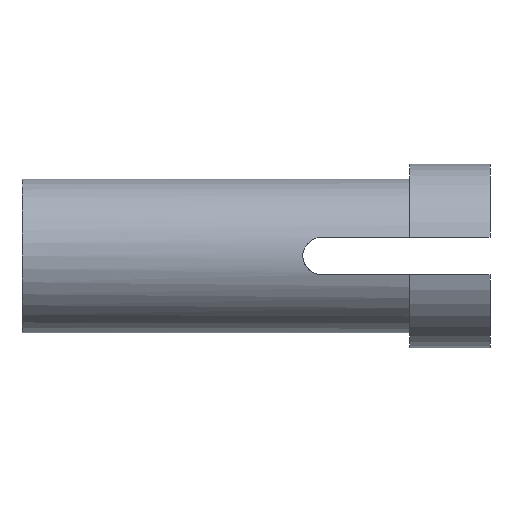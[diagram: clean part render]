
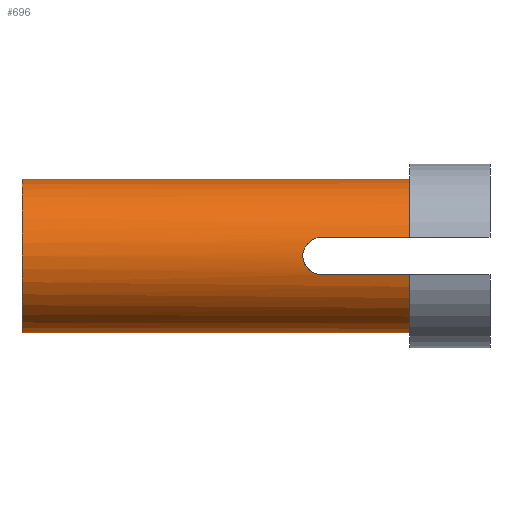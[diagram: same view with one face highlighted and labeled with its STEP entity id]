
A CAD part, left-side view. The second image highlights one B-rep face of the part: STEP entity #696.
In plain terms, the highlighted cylindrical face has radius 2.05 mm (diameter 4.1 mm), a partial arc.
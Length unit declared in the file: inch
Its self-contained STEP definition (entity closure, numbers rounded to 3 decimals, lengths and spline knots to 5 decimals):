
#10 = CIRCLE ( 'NONE', #372, 0.08071 ) ;
#15 = VECTOR ( 'NONE', #173, 39.37008 ) ;
#24 = DIRECTION ( 'NONE',  ( 0., 1., 0. ) ) ;
#28 = LINE ( 'NONE', #640, #15 ) ;
#37 = CARTESIAN_POINT ( 'NONE',  ( 0., 0., 0. ) ) ;
#42 = LINE ( 'NONE', #547, #73 ) ;
#62 = VECTOR ( 'NONE', #24, 39.37008 ) ;
#73 = VECTOR ( 'NONE', #815, 39.37008 ) ;
#82 = DIRECTION ( 'NONE',  ( 0., 1., 0. ) ) ;
#89 = CIRCLE ( 'NONE', #691, 0.08071 ) ;
#106 = EDGE_LOOP ( 'NONE', ( #268, #1212, #912, #989, #806, #467, #472, #346 ) ) ;
#127 = DIRECTION ( 'NONE',  ( 0., 1., 0. ) ) ;
#173 = DIRECTION ( 'NONE',  ( 0., 1., 0. ) ) ;
#174 = EDGE_CURVE ( 'NONE', #414, #209, #864, .T. ) ;
#184 = CARTESIAN_POINT ( 'NONE',  ( -0.07827, 0.17717, 0.01969 ) ) ;
#187 = CARTESIAN_POINT ( 'NONE',  ( -0.07827, 0.08465, 0.01969 ) ) ;
#201 = DIRECTION ( 'NONE',  ( 0., 1., 0. ) ) ;
#209 = VERTEX_POINT ( 'NONE', #841 ) ;
#233 = LINE ( 'NONE', #771, #62 ) ;
#249 = CYLINDRICAL_SURFACE ( 'NONE', #732, 0.08071 ) ;
#268 = ORIENTED_EDGE ( 'NONE', *, *, #1103, .F. ) ;
#312 = VERTEX_POINT ( 'NONE', #628 ) ;
#330 = VERTEX_POINT ( 'NONE', #354 ) ;
#346 = ORIENTED_EDGE ( 'NONE', *, *, #473, .F. ) ;
#351 = CARTESIAN_POINT ( 'NONE',  ( -0.07827, 0.18231, 0.01969 ) ) ;
#354 = CARTESIAN_POINT ( 'NONE',  ( -0.07827, 0.17717, -0.01969 ) ) ;
#359 = CARTESIAN_POINT ( 'NONE',  ( -0.07827, 0.17717, 0.01969 ) ) ;
#360 = EDGE_CURVE ( 'NONE', #330, #1105, #42, .T. ) ;
#363 = EDGE_CURVE ( 'NONE', #209, #312, #28, .T. ) ;
#372 = AXIS2_PLACEMENT_3D ( 'NONE', #374, #1026, #470 ) ;
#373 = DIRECTION ( 'NONE',  ( 0., 1., 0. ) ) ;
#374 = CARTESIAN_POINT ( 'NONE',  ( 0., 0.08465, 0. ) ) ;
#377 = VECTOR ( 'NONE', #82, 39.37008 ) ;
#405 = VERTEX_POINT ( 'NONE', #184 ) ;
#414 = VERTEX_POINT ( 'NONE', #187 ) ;
#440 = CARTESIAN_POINT ( 'NONE',  ( -0.07886, 0.18745, 0.01755 ) ) ;
#449 = CARTESIAN_POINT ( 'NONE',  ( -0.08013, 0.19471, 0.0103 ) ) ;
#453 = CARTESIAN_POINT ( 'NONE',  ( -0.08071, 0.19685, 0.0052 ) ) ;
#456 = CARTESIAN_POINT ( 'NONE',  ( -0.08071, 0.19685, -0.00519 ) ) ;
#467 = ORIENTED_EDGE ( 'NONE', *, *, #174, .T. ) ;
#470 = DIRECTION ( 'NONE',  ( 0., 0., 1. ) ) ;
#472 = ORIENTED_EDGE ( 'NONE', *, *, #363, .T. ) ;
#473 = EDGE_CURVE ( 'NONE', #1084, #312, #89, .T. ) ;
#487 = CARTESIAN_POINT ( 'NONE',  ( 0., 0.08465, 0. ) ) ;
#491 = CARTESIAN_POINT ( 'NONE',  ( 0., 0.08465, -0.08071 ) ) ;
#492 = EDGE_CURVE ( 'NONE', #600, #1105, #10, .T. ) ;
#516 = CARTESIAN_POINT ( 'NONE',  ( -0.08013, 0.1947, -0.0103 ) ) ;
#524 = CARTESIAN_POINT ( 'NONE',  ( -0.07887, 0.18748, -0.01753 ) ) ;
#534 = CARTESIAN_POINT ( 'NONE',  ( -0.07827, 0.18239, -0.01969 ) ) ;
#541 = CARTESIAN_POINT ( 'NONE',  ( -0.07827, 0.17717, -0.01969 ) ) ;
#547 = CARTESIAN_POINT ( 'NONE',  ( -0.07827, 0., -0.01969 ) ) ;
#600 = VERTEX_POINT ( 'NONE', #491 ) ;
#628 = CARTESIAN_POINT ( 'NONE',  ( 0., 0.49213, 0.08071 ) ) ;
#640 = CARTESIAN_POINT ( 'NONE',  ( 0., 0., 0.08071 ) ) ;
#649 = AXIS2_PLACEMENT_3D ( 'NONE', #487, #201, #1139 ) ;
#691 = AXIS2_PLACEMENT_3D ( 'NONE', #919, #373, #1021 ) ;
#696 = ADVANCED_FACE ( 'NONE', ( #1046 ), #249, .T. ) ;
#732 = AXIS2_PLACEMENT_3D ( 'NONE', #37, #127, #961 ) ;
#771 = CARTESIAN_POINT ( 'NONE',  ( 0., 0., -0.08071 ) ) ;
#806 = ORIENTED_EDGE ( 'NONE', *, *, #1025, .F. ) ;
#815 = DIRECTION ( 'NONE',  ( 0., -1., 0. ) ) ;
#824 = EDGE_CURVE ( 'NONE', #405, #330, #1091, .T. ) ;
#841 = CARTESIAN_POINT ( 'NONE',  ( 0., 0.08465, 0.08071 ) ) ;
#855 = CARTESIAN_POINT ( 'NONE',  ( -0.07827, 0.08465, -0.01969 ) ) ;
#864 = CIRCLE ( 'NONE', #649, 0.08071 ) ;
#912 = ORIENTED_EDGE ( 'NONE', *, *, #360, .F. ) ;
#919 = CARTESIAN_POINT ( 'NONE',  ( 0., 0.49213, 0. ) ) ;
#961 = DIRECTION ( 'NONE',  ( 0., 0., 1. ) ) ;
#984 = LINE ( 'NONE', #1206, #377 ) ;
#989 = ORIENTED_EDGE ( 'NONE', *, *, #824, .F. ) ;
#1021 = DIRECTION ( 'NONE',  ( 0., 0., 1. ) ) ;
#1025 = EDGE_CURVE ( 'NONE', #414, #405, #984, .T. ) ;
#1026 = DIRECTION ( 'NONE',  ( 0., 1., 0. ) ) ;
#1046 = FACE_OUTER_BOUND ( 'NONE', #106, .T. ) ;
#1074 = CARTESIAN_POINT ( 'NONE',  ( 0., 0.49213, -0.08071 ) ) ;
#1084 = VERTEX_POINT ( 'NONE', #1074 ) ;
#1091 = B_SPLINE_CURVE_WITH_KNOTS ( 'NONE', 3,
 ( #359, #351, #440, #449, #453, #456, #516, #524, #534, #541 ),
 .UNSPECIFIED., .F., .F.,
 ( 4, 2, 2, 2, 4 ),
 ( 0.00157, 0.00196, 0.00235, 0.00275, 0.00314 ),
 .UNSPECIFIED. ) ;
#1103 = EDGE_CURVE ( 'NONE', #600, #1084, #233, .T. ) ;
#1105 = VERTEX_POINT ( 'NONE', #855 ) ;
#1139 = DIRECTION ( 'NONE',  ( 0., 0., 1. ) ) ;
#1206 = CARTESIAN_POINT ( 'NONE',  ( -0.07827, 0., 0.01969 ) ) ;
#1212 = ORIENTED_EDGE ( 'NONE', *, *, #492, .T. ) ;
